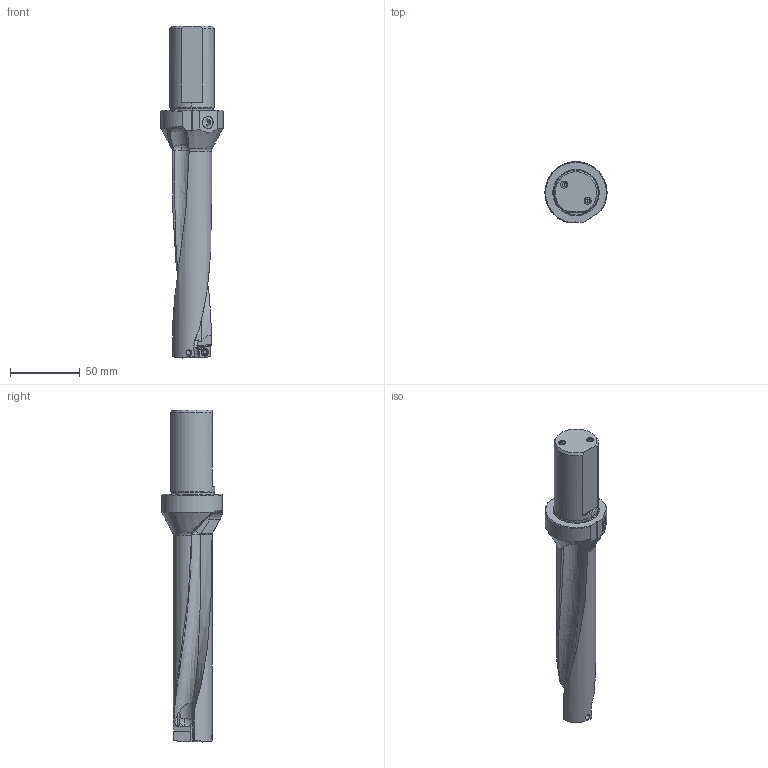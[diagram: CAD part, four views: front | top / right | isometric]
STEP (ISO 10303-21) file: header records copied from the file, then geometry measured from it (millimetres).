
FILE_DESCRIPTION(/* description */ (''),/* implementation_level */ '2;1');
FILE_NAME(/* name */ 'MVX1125X5C125.stp',/* time_stamp */ '2021-04-05T13:01:46+09:00',/* author */ (''),/* organization */ (''),/* preprocessor_version */ 'ST-DEVELOPER v16',/* originating_system */ 'SIEMENS PLM Software NX 10.0',/* authorisation */ '');
FILE_SCHEMA (('AUTOMOTIVE_DESIGN { 1 0 10303 214 3 1 1 1 }'));
Length unit declared in the file: millimetre
Products named in the file (1): MVX1125X5C125_ASM
Bounding box: 44.45 x 43.45 x 237.27 mm (x, y, z)
Volume: 118685.6 mm3; surface area: 35045.1 mm2
Topology: 6 solids, 6 shells, 281 faces, 821 edges, 543 vertices
Faces by surface type: cylinder 98, plane 89, cone 55, sphere 16, torus 14, bspline 6, extrusion 3
Entity records: 13230 total; most frequent: CARTESIAN_POINT 5623, ORIENTED_EDGE 1602, DIRECTION 1567, EDGE_CURVE 801, AXIS2_PLACEMENT_3D 630, VERTEX_POINT 538, CIRCLE 314, VECTOR 307
